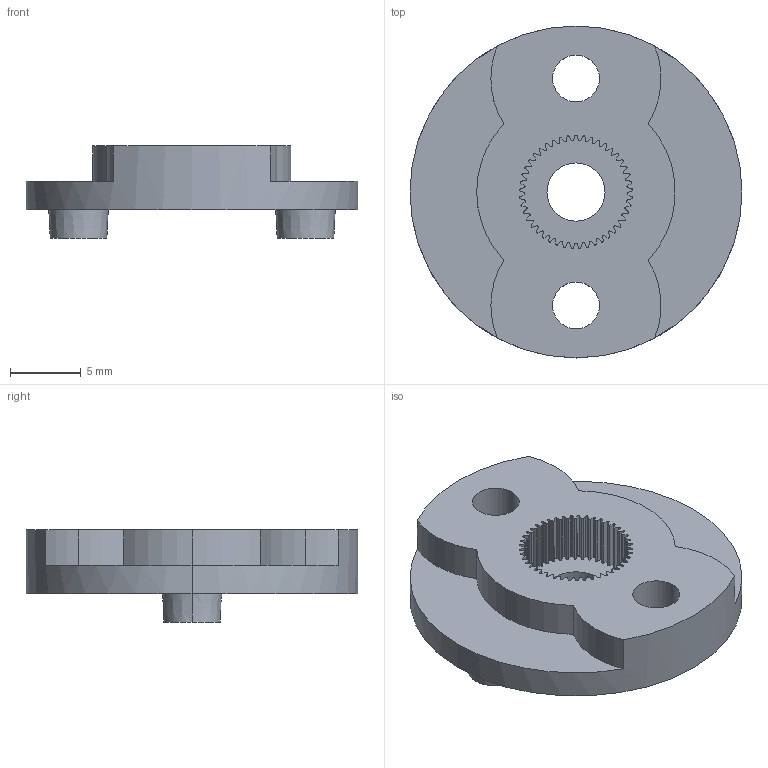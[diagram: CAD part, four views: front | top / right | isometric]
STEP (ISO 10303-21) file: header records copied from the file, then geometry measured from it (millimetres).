
FILE_DESCRIPTION (( 'STEP AP214' ), '1' );
FILE_NAME ('servo plate.step', '2016-10-28T07:04:08', ( 'dell' ), ( '' ), 'SwSTEP 2.0', 'SolidWorks 2013', '' );
FILE_SCHEMA (( 'AUTOMOTIVE_DESIGN' ));
Length unit declared in the file: millimetre
Products named in the file (1): servo plate
Bounding box: 23.4 x 23.4 x 6.5 mm (x, y, z)
Volume: 1340.3 mm3; surface area: 1426.6 mm2
Topology: 1 solids, 1 shells, 241 faces, 708 edges, 472 vertices
Faces by surface type: cylinder 140, plane 97, cone 4
Entity records: 8224 total; most frequent: DIRECTION 1484, CARTESIAN_POINT 1422, ORIENTED_EDGE 1416, EDGE_CURVE 708, AXIS2_PLACEMENT_3D 534, VERTEX_POINT 472, LINE 416, VECTOR 416
